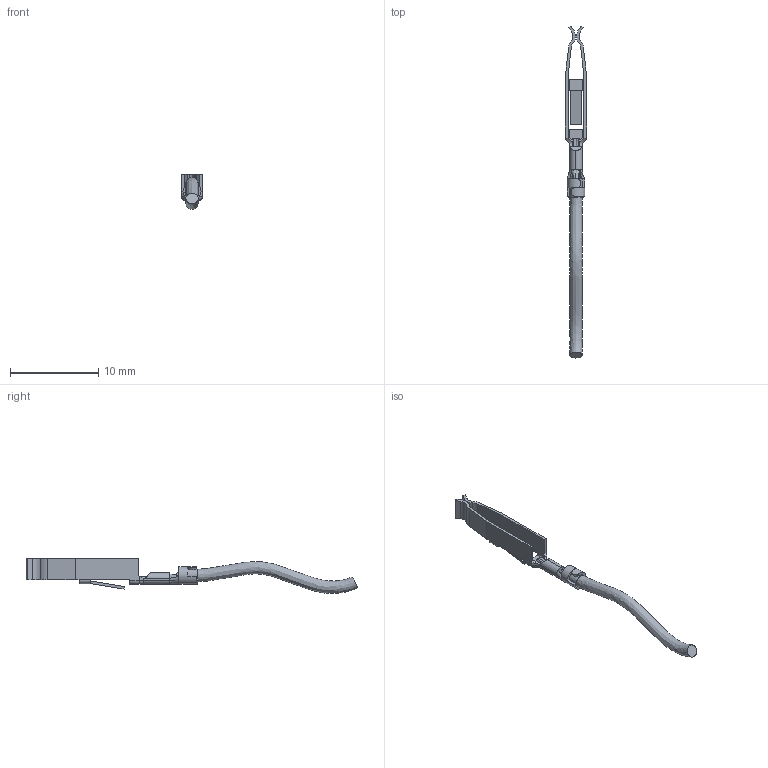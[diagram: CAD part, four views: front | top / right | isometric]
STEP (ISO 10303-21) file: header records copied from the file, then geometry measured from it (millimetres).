
FILE_DESCRIPTION(/* description */ (''),/* implementation_level */ '2;1');
FILE_NAME(/* name */ '100169106ugm000_b.stp',/* time_stamp */ '2017-03-21T13:14:46+01:00',/* author */ (''),/* organization */ (''),/* preprocessor_version */ 'ST-DEVELOPER v16',/* originating_system */ 'SIEMENS PLM Software NX 10.0',/* authorisation */ '');
FILE_SCHEMA (('AUTOMOTIVE_DESIGN { 1 0 10303 214 3 1 1 1 }'));
Length unit declared in the file: millimetre
Products named in the file (1): 100169106ugm000_b
Bounding box: 2.4 x 37.59 x 3.95 mm (x, y, z)
Volume: 62 mm3; surface area: 293.2 mm2
Topology: 1 solids, 1 shells, 125 faces, 347 edges, 219 vertices
Faces by surface type: plane 60, cylinder 33, bspline 32
Full cylindrical faces by diameter (mm): 2 x1
Entity records: 4556 total; most frequent: CARTESIAN_POINT 1529, ORIENTED_EDGE 690, DIRECTION 503, EDGE_CURVE 345, VERTEX_POINT 219, LINE 207, VECTOR 207, AXIS2_PLACEMENT_3D 148
